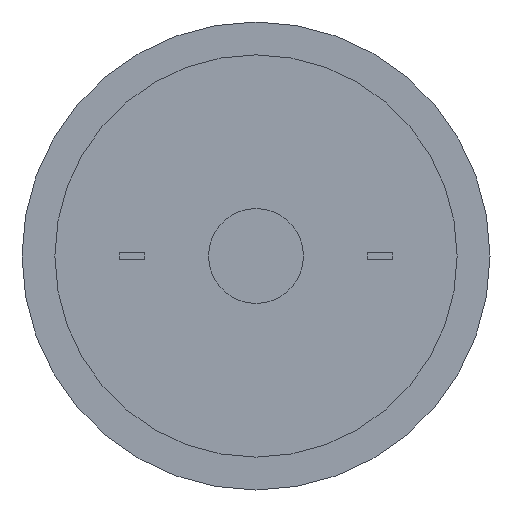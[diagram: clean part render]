
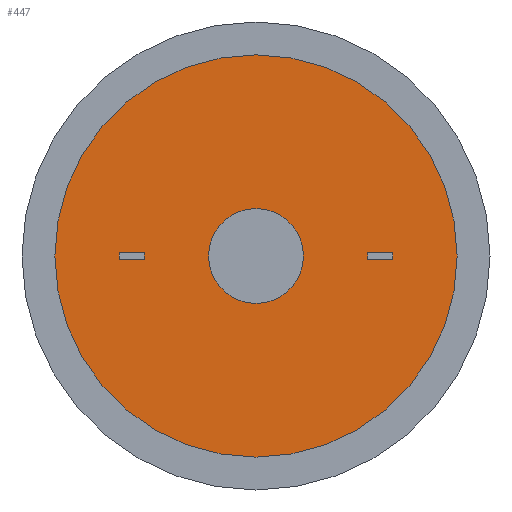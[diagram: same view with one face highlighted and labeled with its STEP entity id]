
A CAD part, left-side view. The second image highlights one B-rep face of the part: STEP entity #447.
In plain terms, the highlighted planar face has unit normal (-1, 0, 0).
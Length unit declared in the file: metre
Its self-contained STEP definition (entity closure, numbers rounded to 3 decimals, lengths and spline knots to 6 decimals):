
#35=LINE('',#725,#63);
#36=LINE('',#728,#64);
#37=LINE('',#730,#65);
#38=LINE('',#732,#66);
#39=LINE('',#733,#67);
#40=LINE('',#736,#68);
#41=LINE('',#738,#69);
#42=LINE('',#740,#70);
#63=VECTOR('',#577,1.);
#64=VECTOR('',#578,1.);
#65=VECTOR('',#579,1.);
#66=VECTOR('',#580,1.);
#67=VECTOR('',#581,1.);
#68=VECTOR('',#582,1.);
#69=VECTOR('',#583,1.);
#70=VECTOR('',#584,1.);
#91=ORIENTED_EDGE('',*,*,#193,.F.);
#92=ORIENTED_EDGE('',*,*,#194,.T.);
#93=ORIENTED_EDGE('',*,*,#195,.F.);
#94=ORIENTED_EDGE('',*,*,#196,.T.);
#95=ORIENTED_EDGE('',*,*,#197,.T.);
#96=ORIENTED_EDGE('',*,*,#198,.F.);
#97=ORIENTED_EDGE('',*,*,#199,.F.);
#98=ORIENTED_EDGE('',*,*,#200,.T.);
#99=ORIENTED_EDGE('',*,*,#201,.T.);
#100=ORIENTED_EDGE('',*,*,#202,.F.);
#193=EDGE_CURVE('',#244,#244,#285,.T.);
#194=EDGE_CURVE('',#245,#245,#286,.T.);
#195=EDGE_CURVE('',#246,#247,#35,.T.);
#196=EDGE_CURVE('',#246,#248,#36,.T.);
#197=EDGE_CURVE('',#248,#249,#37,.T.);
#198=EDGE_CURVE('',#247,#249,#38,.T.);
#199=EDGE_CURVE('',#250,#251,#39,.T.);
#200=EDGE_CURVE('',#250,#252,#40,.T.);
#201=EDGE_CURVE('',#252,#253,#41,.T.);
#202=EDGE_CURVE('',#251,#253,#42,.T.);
#244=VERTEX_POINT('',#722);
#245=VERTEX_POINT('',#724);
#246=VERTEX_POINT('',#726);
#247=VERTEX_POINT('',#727);
#248=VERTEX_POINT('',#729);
#249=VERTEX_POINT('',#731);
#250=VERTEX_POINT('',#734);
#251=VERTEX_POINT('',#735);
#252=VERTEX_POINT('',#737);
#253=VERTEX_POINT('',#739);
#285=CIRCLE('',#510,0.00375);
#286=CIRCLE('',#511,0.0159);
#307=EDGE_LOOP('',(#91));
#308=EDGE_LOOP('',(#92));
#309=EDGE_LOOP('',(#93,#94,#95,#96));
#310=EDGE_LOOP('',(#97,#98,#99,#100));
#365=FACE_BOUND('',#307,.T.);
#366=FACE_BOUND('',#308,.T.);
#367=FACE_BOUND('',#309,.T.);
#368=FACE_BOUND('',#310,.T.);
#423=PLANE('',#509);
#447=ADVANCED_FACE('',(#365,#366,#367,#368),#423,.T.);
#509=AXIS2_PLACEMENT_3D('',#720,#571,#572);
#510=AXIS2_PLACEMENT_3D('',#721,#573,#574);
#511=AXIS2_PLACEMENT_3D('',#723,#575,#576);
#571=DIRECTION('',(-1.,0.,0.));
#572=DIRECTION('',(0.,0.,1.));
#573=DIRECTION('',(-1.,0.,0.));
#574=DIRECTION('',(0.,0.,1.));
#575=DIRECTION('',(-1.,0.,0.));
#576=DIRECTION('',(0.,0.,1.));
#577=DIRECTION('',(0.,0.,-1.));
#578=DIRECTION('',(0.,-1.,0.));
#579=DIRECTION('',(0.,0.,-1.));
#580=DIRECTION('',(0.,-1.,0.));
#581=DIRECTION('',(0.,1.,0.));
#582=DIRECTION('',(0.,0.,-1.));
#583=DIRECTION('',(0.,1.,0.));
#584=DIRECTION('',(0.,0.,-1.));
#720=CARTESIAN_POINT('',(-0.02425,0.,0.00795));
#721=CARTESIAN_POINT('',(-0.02425,0.,0.));
#722=CARTESIAN_POINT('',(-0.02425,0.,0.00375));
#723=CARTESIAN_POINT('',(-0.02425,0.,0.));
#724=CARTESIAN_POINT('',(-0.02425,0.,0.0159));
#725=CARTESIAN_POINT('',(-0.02425,-0.008825,0.));
#726=CARTESIAN_POINT('',(-0.02425,-0.008825,0.00025));
#727=CARTESIAN_POINT('',(-0.02425,-0.008825,-0.00025));
#728=CARTESIAN_POINT('',(-0.02425,-0.009825,0.00025));
#729=CARTESIAN_POINT('',(-0.02425,-0.010825,0.00025));
#730=CARTESIAN_POINT('',(-0.02425,-0.010825,0.));
#731=CARTESIAN_POINT('',(-0.02425,-0.010825,-0.00025));
#732=CARTESIAN_POINT('',(-0.02425,-0.009825,-0.00025));
#733=CARTESIAN_POINT('',(-0.02425,0.009825,0.00025));
#734=CARTESIAN_POINT('',(-0.02425,0.008825,0.00025));
#735=CARTESIAN_POINT('',(-0.02425,0.010825,0.00025));
#736=CARTESIAN_POINT('',(-0.02425,0.008825,0.));
#737=CARTESIAN_POINT('',(-0.02425,0.008825,-0.00025));
#738=CARTESIAN_POINT('',(-0.02425,0.009825,-0.00025));
#739=CARTESIAN_POINT('',(-0.02425,0.010825,-0.00025));
#740=CARTESIAN_POINT('',(-0.02425,0.010825,0.));
